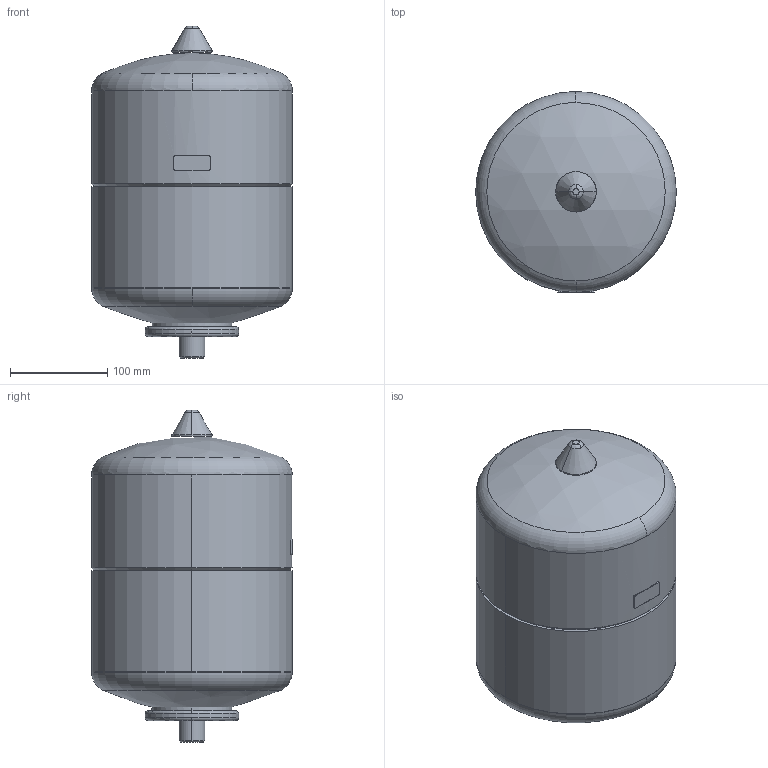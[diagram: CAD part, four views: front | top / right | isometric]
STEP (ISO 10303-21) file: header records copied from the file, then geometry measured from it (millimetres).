
FILE_DESCRIPTION(('CATIA V5 STEP Exchange','CAx-IF Rec.Pracs.--- Model Styling and Organization---1.5--- 2016-08-15','CAx-IF Rec.Pracs.---Supplemental Geometry---1.0---2011-11-01','CAx-IF Rec.Pracs.--- Composite Materials ---3.4---2017-06-13','CAx-IF Rec.Pracs.---Tessellated 3D Geometry---1.0---2015-12-17'),'2;1');
FILE_NAME('STEP_259008_-_TST.stp','2023-01-26T15:19:08+00:00',('none'),('none'),'CATIA Version 5-6 Release 2020 SP5','CATIA V5 STEP AP242 v2','none');
FILE_SCHEMA(('AP242_MANAGED_MODEL_BASED_3D_ENGINEERING_MIM_LF {1 0 10303 442 1 1 4}'));
Length unit declared in the file: millimetre
Products named in the file (1): 259008 - TST
Bounding box: 206 x 206.2 x 341 mm (x, y, z)
Volume: 8547444.4 mm3; surface area: 233705.3 mm2
Topology: 2 solids, 2 shells, 54 faces, 139 edges, 95 vertices
Faces by surface type: cylinder 18, torus 12, plane 12, cone 6, bspline 4, sphere 2
Entity records: 1838 total; most frequent: CARTESIAN_POINT 540, ORIENTED_EDGE 278, DIRECTION 192, EDGE_CURVE 139, AXIS2_PLACEMENT_3D 120, VERTEX_POINT 95, CIRCLE 80, EDGE_LOOP 60
